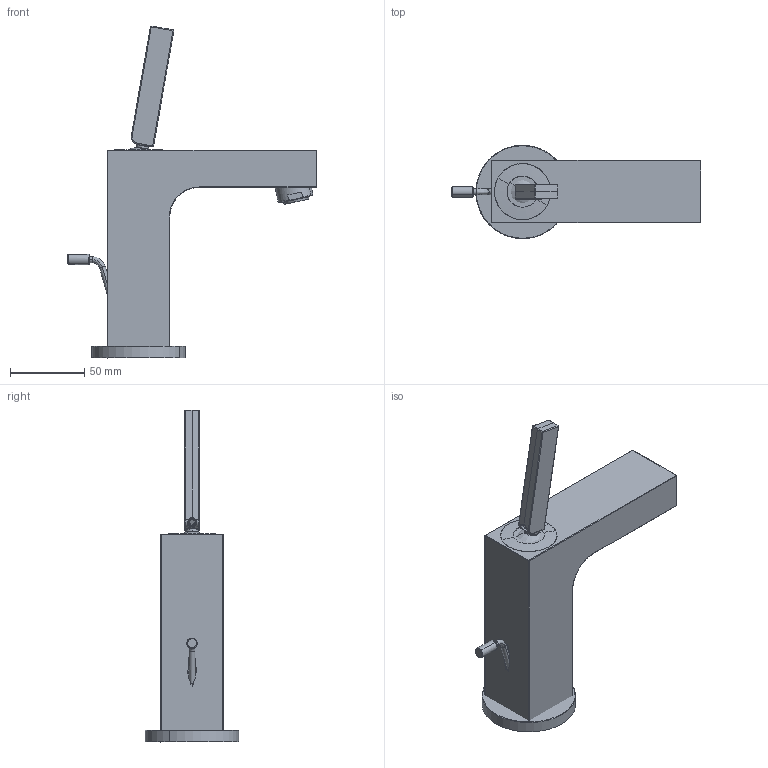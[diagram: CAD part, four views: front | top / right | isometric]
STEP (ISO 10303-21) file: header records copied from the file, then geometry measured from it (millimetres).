
FILE_DESCRIPTION(('CAx-IF Rec.Pracs.---Model Styling and Organization---1.2---2011-12-15','CAx-IF Rec.Pracs.---Geometric and Assembly Validation Properties---4.1---2014-06-16','CAx-IF Rec.Pracs.---PMI Polyline Presentation---2.0---2013-05-24'),'2;1');
FILE_NAME('1000111258_PPR_000.stp','2021-02-03T13:47:40+01:00',(''),(''),'STEP Interface 4.3 by CT CoreTechnologie','3D_Evolution4.3 by CT CoreTechnologie','');
FILE_SCHEMA(('AP203_CONFIGURATION_CONTROLLED_3D_DESIGN_OF_MECHANICAL_PARTS_AND_ASSEMBLIES_MIM_LF'));
Length unit declared in the file: millimetre
Products named in the file (14): P_2 WTM AXOR Citterio 1000111258_PPR_000_A1; P_2 Grundkörper WTM AXOR Citterio 1000111254_PPA_000_A0; P_2 Griff  AX Citterio 1000073658_PPA_000_A0; Gewindestift mit Zapfen DIN915-M6x6-A2 1000000103_PPA_000_A0; P_2 Abdeckrosette Citterio 1000111255_PPA_000_A0; P_2 Rosette kpl. Citterio 1000111257_PPR_000_A0; P_2 Rosette WTM AXOR_ Citterio 1000111256_PPA_000_A0; P_2 Zugstange kpl. WTM AX Citterio_lang 1000077903_PPR_000_A1; Zugknopf WTM, HWBM, BDM Citterio 1000002432_PPA_000_A0; P_2 Universalzugstange D4 gebogen_lang 1000101909_PPA_000_A1; P_2 SR_STD_SC__M24x1-m 1000085259_PPR_000_A1; P_2 Strahlreglerhuelse M24x1 (R02) 1000085260_PPA_000_A1; SR_STD_SC_2,2gpm-air_gelb 1000063090_PPA_000_A0; Flachdichtung d15xD21,3 (EB-2,4) 1000029262_PPA_000_A1
Assembly tree (13 placements, depth 3):
  P_2 WTM AXOR Citterio 1000111258_PPR_000_A1
    P_2 Grundkörper WTM AXOR Citterio 1000111254_PPA_000_A0
    P_2 Griff  AX Citterio 1000073658_PPA_000_A0
    Gewindestift mit Zapfen DIN915-M6x6-A2 1000000103_PPA_000_A0
    P_2 Abdeckrosette Citterio 1000111255_PPA_000_A0
    P_2 Rosette kpl. Citterio 1000111257_PPR_000_A0
      P_2 Rosette WTM AXOR_ Citterio 1000111256_PPA_000_A0
    P_2 Zugstange kpl. WTM AX Citterio_lang 1000077903_PPR_000_A1
      Zugknopf WTM, HWBM, BDM Citterio 1000002432_PPA_000_A0
      P_2 Universalzugstange D4 gebogen_lang 1000101909_PPA_000_A1
    P_2 SR_STD_SC__M24x1-m 1000085259_PPR_000_A1
      P_2 Strahlreglerhuelse M24x1 (R02) 1000085260_PPA_000_A1
      SR_STD_SC_2,2gpm-air_gelb 1000063090_PPA_000_A0
      Flachdichtung d15xD21,3 (EB-2,4) 1000029262_PPA_000_A1
Bounding box: 168 x 62.98 x 223.76 mm (x, y, z)
Volume: 396641.5 mm3; surface area: 65062.8 mm2
Topology: 10 solids, 10 shells, 1082 faces, 2864 edges, 1793 vertices
Faces by surface type: plane 499, cylinder 383, bspline 200
Entity records: 51620 total; most frequent: CARTESIAN_POINT 11991, ORIENTED_EDGE 5696, DIRECTION 5653, EDGE_CURVE 2848, AXIS2_PLACEMENT_3D 1988, VERTEX_POINT 1793, VECTOR 1677, LINE 1677
